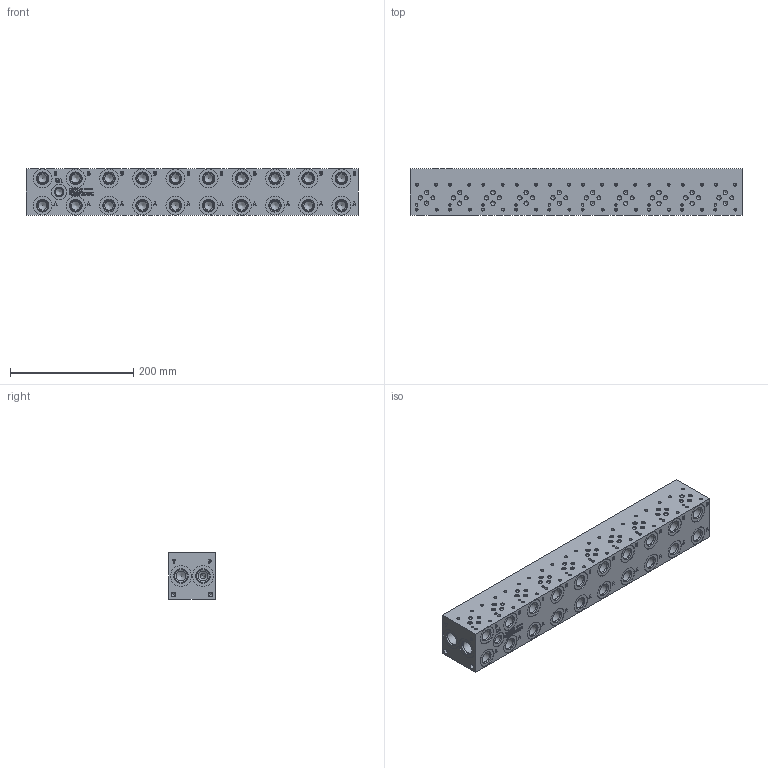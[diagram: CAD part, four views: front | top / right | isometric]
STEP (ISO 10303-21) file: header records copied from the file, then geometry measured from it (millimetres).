
FILE_DESCRIPTION(/* description */ (''),/* implementation_level */ '2;1');
FILE_NAME(/* name */ '_D03P102S_C.stp',/* time_stamp */ '2022-10-17T11:59:53-04:00',/* author */ ('mikeh'),/* organization */ (''),/* preprocessor_version */ 'ST-DEVELOPER v18',/* originating_system */ 'Autodesk Inventor 2020',/* authorisation */ '');
FILE_SCHEMA (('AUTOMOTIVE_DESIGN { 1 0 10303 214 3 1 1 }'));
Length unit declared in the file: millimetre
Products named in the file (1): Part_AD03P102S_C_3D
Bounding box: 539.75 x 76.2 x 76.2 mm (x, y, z)
Volume: 2924047 mm3; surface area: 229123.8 mm2
Topology: 1 solids, 1 shells, 1394 faces, 3815 edges, 2605 vertices
Faces by surface type: plane 639, bspline 281, cylinder 272, cone 202
Full cylindrical faces by diameter (mm): 3.785 x40, 3.962 x10, 4.826 x40, 6.35 x10, 6.528 x4, 7.137 x30, 7.925 x4, 12.294 x1, 12.9 x1, 14.275 x1, 14.3 x21, 14.529 x1, 15.875 x4, 15.9 x1, 17.501 x20, 19.05 x20, 19.253 x20, 20.447 x4, 20.62 x1, 22.225 x3, 22.23 x2, 22.54 x1, 22.555 x4, 23.901 x3, 25.019 x1, 30.16 x1, 30.632 x20, 34.138 x4
Entity records: 46360 total; most frequent: CARTESIAN_POINT 11348, ORIENTED_EDGE 7390, DIRECTION 6374, EDGE_CURVE 3695, VERTEX_POINT 2605, AXIS2_PLACEMENT_3D 2127, LINE 2120, VECTOR 2120
